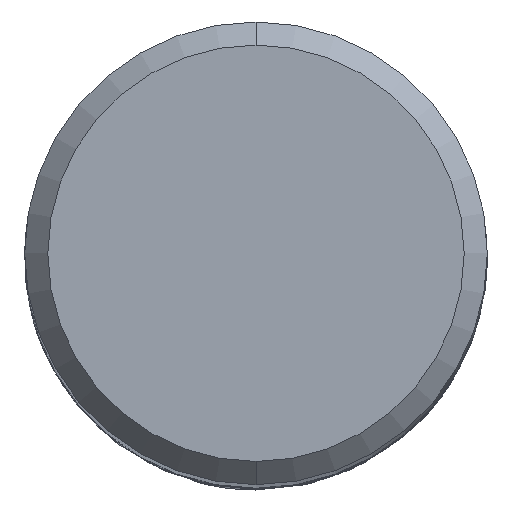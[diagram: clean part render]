
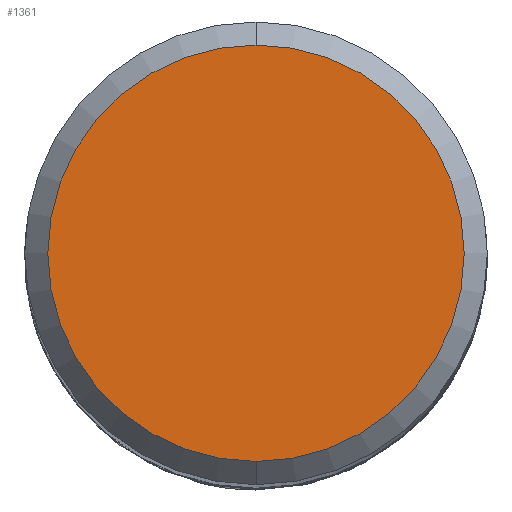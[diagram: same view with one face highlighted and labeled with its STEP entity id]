
A CAD part, top view. The second image highlights one B-rep face of the part: STEP entity #1361.
In plain terms, the highlighted planar face has unit normal (0, 0, 1).
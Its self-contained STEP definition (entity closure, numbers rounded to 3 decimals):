
#1361=ADVANCED_FACE('',(#3444),#3445,.T.);
#1725=EDGE_CURVE('',#2683,#2535,#3838,.T.);
#1869=EDGE_CURVE('',#2535,#2683,#3991,.T.);
#2535=VERTEX_POINT('',#4710);
#2683=VERTEX_POINT('',#4870);
#3444=FACE_OUTER_BOUND('',#8314,.T.);
#3445=PLANE('',#8315);
#3838=CIRCLE('',#11982,5.4);
#3991=CIRCLE('',#13856,5.4);
#4710=CARTESIAN_POINT('',(0.0,5.4,0.0));
#4870=CARTESIAN_POINT('',(0.,-5.4,0.0));
#8314=EDGE_LOOP('',(#26807,#26808));
#8315=AXIS2_PLACEMENT_3D('',#26809,#26810,#26811);
#11982=AXIS2_PLACEMENT_3D('',#27197,#27198,#27199);
#13856=AXIS2_PLACEMENT_3D('',#27314,#27315,#27316);
#26807=ORIENTED_EDGE('',*,*,#1869,.F.);
#26808=ORIENTED_EDGE('',*,*,#1725,.F.);
#26809=CARTESIAN_POINT('',(0.0,2.7,0.0));
#26810=DIRECTION('',(-0.0,0.0,1.0));
#26811=DIRECTION('',(0.0,-1.0,0.0));
#27197=CARTESIAN_POINT('',(0.0,0.0,0.0));
#27198=DIRECTION('',(0.0,0.0,-1.0));
#27199=DIRECTION('',(0.0,1.0,0.0));
#27314=CARTESIAN_POINT('',(0.0,0.0,0.0));
#27315=DIRECTION('',(0.0,0.0,-1.0));
#27316=DIRECTION('',(0.0,1.0,0.0));
